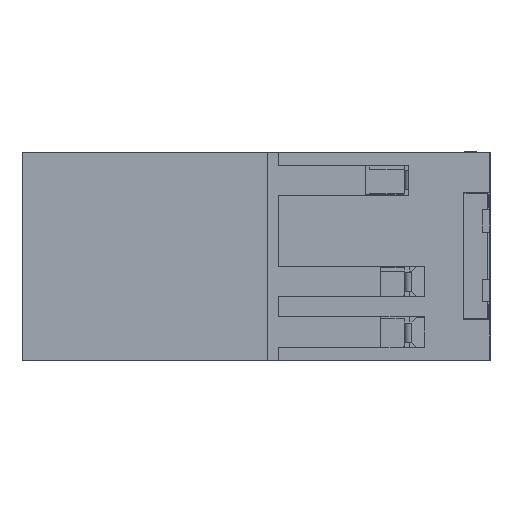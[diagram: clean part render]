
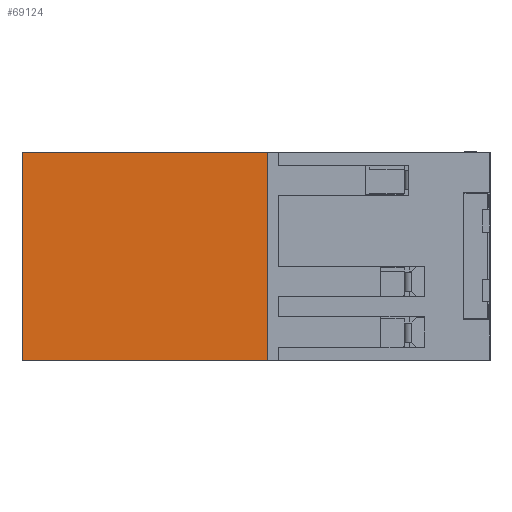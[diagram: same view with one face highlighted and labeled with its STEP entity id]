
A CAD part, left-side view. The second image highlights one B-rep face of the part: STEP entity #69124.
In plain terms, the highlighted planar face has unit normal (-1, 0, 0).
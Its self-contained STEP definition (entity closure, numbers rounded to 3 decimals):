
#137 = DIRECTION ( 'NONE',  ( 0., 0., -1. ) ) ;
#1313 = DIRECTION ( 'NONE',  ( 0., 0., 1. ) ) ;
#2021 = CARTESIAN_POINT ( 'NONE',  ( -32.254, 34.462, -31.018 ) ) ;
#2076 = EDGE_CURVE ( 'NONE', #55370, #118999, #85383, .T. ) ;
#5020 = LINE ( 'NONE', #15848, #105529 ) ;
#5100 = ORIENTED_EDGE ( 'NONE', *, *, #96875, .T. ) ;
#6214 = VECTOR ( 'NONE', #45878, 1000. ) ;
#6824 = LINE ( 'NONE', #117437, #6214 ) ;
#8572 = CARTESIAN_POINT ( 'NONE',  ( -32.254, 34.462, -33.718 ) ) ;
#11929 = LINE ( 'NONE', #75060, #105133 ) ;
#15848 = CARTESIAN_POINT ( 'NONE',  ( -32.254, 41.462, -6.518 ) ) ;
#19606 = CARTESIAN_POINT ( 'NONE',  ( -32.254, 73.462, -33.718 ) ) ;
#25477 = DIRECTION ( 'NONE',  ( 0., 0., -1. ) ) ;
#26772 = VECTOR ( 'NONE', #137, 1000. ) ;
#27829 = VERTEX_POINT ( 'NONE', #66957 ) ;
#29385 = DIRECTION ( 'NONE',  ( 0., -1., 0. ) ) ;
#32844 = VECTOR ( 'NONE', #106232, 1000. ) ;
#34279 = DIRECTION ( 'NONE',  ( 0., 0., -1. ) ) ;
#34739 = CARTESIAN_POINT ( 'NONE',  ( -32.254, 34.462, -6.518 ) ) ;
#34961 = VECTOR ( 'NONE', #75962, 1000. ) ;
#41816 = ORIENTED_EDGE ( 'NONE', *, *, #114099, .T. ) ;
#44078 = EDGE_CURVE ( 'NONE', #27829, #103162, #87610, .T. ) ;
#45878 = DIRECTION ( 'NONE',  ( 0., -1., 0. ) ) ;
#45900 = ORIENTED_EDGE ( 'NONE', *, *, #48178, .T. ) ;
#47722 = VERTEX_POINT ( 'NONE', #84368 ) ;
#48178 = EDGE_CURVE ( 'NONE', #47722, #73632, #11929, .T. ) ;
#48185 = VECTOR ( 'NONE', #34279, 1000. ) ;
#50335 = CARTESIAN_POINT ( 'NONE',  ( -32.254, 41.462, -31.018 ) ) ;
#51053 = CARTESIAN_POINT ( 'NONE',  ( -32.254, 73.462, -6.518 ) ) ;
#54861 = DIRECTION ( 'NONE',  ( -1., 0., 0. ) ) ;
#55370 = VERTEX_POINT ( 'NONE', #70495 ) ;
#59483 = ORIENTED_EDGE ( 'NONE', *, *, #77006, .T. ) ;
#62355 = AXIS2_PLACEMENT_3D ( 'NONE', #103508, #54861, #1313 ) ;
#62387 = ORIENTED_EDGE ( 'NONE', *, *, #44078, .F. ) ;
#63167 = VERTEX_POINT ( 'NONE', #19606 ) ;
#65414 = VERTEX_POINT ( 'NONE', #8572 ) ;
#66957 = CARTESIAN_POINT ( 'NONE',  ( -32.254, 41.462, -31.018 ) ) ;
#69124 = ADVANCED_FACE ( 'NONE', ( #83706 ), #101727, .T. ) ;
#70495 = CARTESIAN_POINT ( 'NONE',  ( -32.254, 73.462, -6.518 ) ) ;
#73632 = VERTEX_POINT ( 'NONE', #90925 ) ;
#75060 = CARTESIAN_POINT ( 'NONE',  ( -32.254, 41.462, -9.218 ) ) ;
#75962 = DIRECTION ( 'NONE',  ( 0., 0., 1. ) ) ;
#77006 = EDGE_CURVE ( 'NONE', #55370, #63167, #116615, .T. ) ;
#79456 = ORIENTED_EDGE ( 'NONE', *, *, #93756, .F. ) ;
#82516 = LINE ( 'NONE', #111931, #26772 ) ;
#83706 = FACE_OUTER_BOUND ( 'NONE', #104026, .T. ) ;
#83799 = LINE ( 'NONE', #2021, #34961 ) ;
#84368 = CARTESIAN_POINT ( 'NONE',  ( -32.254, 41.462, -9.218 ) ) ;
#85383 = LINE ( 'NONE', #51053, #119041 ) ;
#87610 = LINE ( 'NONE', #50335, #32844 ) ;
#87738 = DIRECTION ( 'NONE',  ( 0., -1., 0. ) ) ;
#88793 = ORIENTED_EDGE ( 'NONE', *, *, #2076, .F. ) ;
#90925 = CARTESIAN_POINT ( 'NONE',  ( -32.254, 34.462, -9.218 ) ) ;
#93756 = EDGE_CURVE ( 'NONE', #118999, #73632, #82516, .T. ) ;
#96875 = EDGE_CURVE ( 'NONE', #63167, #65414, #6824, .T. ) ;
#101727 = PLANE ( 'NONE',  #62355 ) ;
#102303 = EDGE_CURVE ( 'NONE', #47722, #27829, #5020, .T. ) ;
#103162 = VERTEX_POINT ( 'NONE', #108125 ) ;
#103508 = CARTESIAN_POINT ( 'NONE',  ( -32.254, 73.462, -6.518 ) ) ;
#104026 = EDGE_LOOP ( 'NONE', ( #62387, #104318, #45900, #79456, #88793, #59483, #5100, #41816 ) ) ;
#104318 = ORIENTED_EDGE ( 'NONE', *, *, #102303, .F. ) ;
#105133 = VECTOR ( 'NONE', #29385, 1000. ) ;
#105529 = VECTOR ( 'NONE', #25477, 1000. ) ;
#106232 = DIRECTION ( 'NONE',  ( 0., -1., 0. ) ) ;
#108125 = CARTESIAN_POINT ( 'NONE',  ( -32.254, 34.462, -31.018 ) ) ;
#111931 = CARTESIAN_POINT ( 'NONE',  ( -32.254, 34.462, -9.218 ) ) ;
#114099 = EDGE_CURVE ( 'NONE', #65414, #103162, #83799, .T. ) ;
#115440 = CARTESIAN_POINT ( 'NONE',  ( -32.254, 73.462, -6.518 ) ) ;
#116615 = LINE ( 'NONE', #115440, #48185 ) ;
#117437 = CARTESIAN_POINT ( 'NONE',  ( -32.254, 73.462, -33.718 ) ) ;
#118999 = VERTEX_POINT ( 'NONE', #34739 ) ;
#119041 = VECTOR ( 'NONE', #87738, 1000. ) ;
